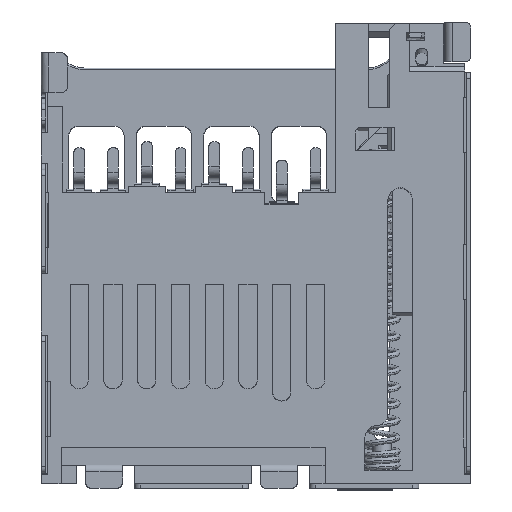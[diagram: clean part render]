
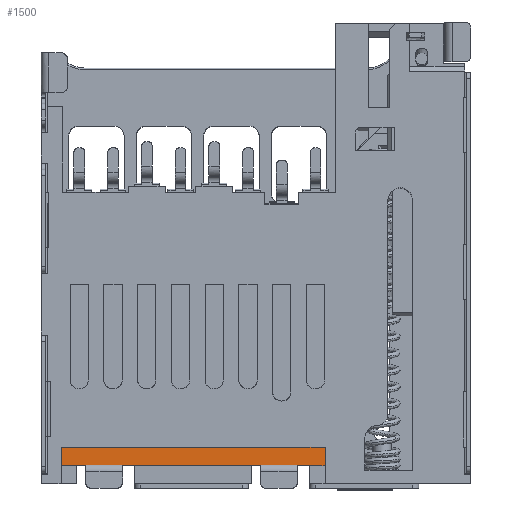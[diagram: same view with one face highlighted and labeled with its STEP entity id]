
A CAD part, front view. The second image highlights one B-rep face of the part: STEP entity #1500.
In plain terms, the highlighted planar face has unit normal (0, -1, 0).
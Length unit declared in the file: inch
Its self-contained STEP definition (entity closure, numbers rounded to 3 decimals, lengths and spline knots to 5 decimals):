
#1500=ADVANCED_FACE('',(#3217),#2195,.T.);
#2195=PLANE('',#19499);
#3217=FACE_OUTER_BOUND('',#4298,.T.);
#4298=EDGE_LOOP('',(#12919,#12920,#12921,#12922,#12923,#12924,#12925,#12926,
#12927,#12928,#12929,#12930));
#12919=ORIENTED_EDGE('',*,*,#18052,.T.);
#12920=ORIENTED_EDGE('',*,*,#15938,.T.);
#12921=ORIENTED_EDGE('',*,*,#15944,.T.);
#12922=ORIENTED_EDGE('',*,*,#15946,.T.);
#12923=ORIENTED_EDGE('',*,*,#18053,.T.);
#12924=ORIENTED_EDGE('',*,*,#15951,.T.);
#12925=ORIENTED_EDGE('',*,*,#15957,.T.);
#12926=ORIENTED_EDGE('',*,*,#15959,.T.);
#12927=ORIENTED_EDGE('',*,*,#18050,.T.);
#12928=ORIENTED_EDGE('',*,*,#17886,.T.);
#12929=ORIENTED_EDGE('',*,*,#17883,.T.);
#12930=ORIENTED_EDGE('',*,*,#17879,.T.);
#13797=VERTEX_POINT('',#25916);
#13798=VERTEX_POINT('',#25917);
#13802=VERTEX_POINT('',#25937);
#13803=VERTEX_POINT('',#25944);
#13807=VERTEX_POINT('',#25960);
#13808=VERTEX_POINT('',#25961);
#13812=VERTEX_POINT('',#25981);
#13813=VERTEX_POINT('',#25988);
#14963=VERTEX_POINT('',#39918);
#14964=VERTEX_POINT('',#39919);
#14966=VERTEX_POINT('',#39932);
#14968=VERTEX_POINT('',#39944);
#15938=EDGE_CURVE('',#13797,#13798,#18152,.T.);
#15944=EDGE_CURVE('',#13798,#13802,#18155,.T.);
#15946=EDGE_CURVE('',#13802,#13803,#18156,.T.);
#15951=EDGE_CURVE('',#13807,#13808,#18159,.T.);
#15957=EDGE_CURVE('',#13808,#13812,#18162,.T.);
#15959=EDGE_CURVE('',#13812,#13813,#18163,.T.);
#17879=EDGE_CURVE('',#14963,#14964,#18293,.T.);
#17883=EDGE_CURVE('',#14966,#14963,#18295,.T.);
#17886=EDGE_CURVE('',#14968,#14966,#18296,.T.);
#18050=EDGE_CURVE('',#13813,#14968,#18322,.T.);
#18052=EDGE_CURVE('',#14964,#13797,#18324,.T.);
#18053=EDGE_CURVE('',#13803,#13807,#18325,.T.);
#18152=LINE('',#25915,#18362);
#18155=LINE('',#25936,#18365);
#18156=LINE('',#25943,#18366);
#18159=LINE('',#25959,#18369);
#18162=LINE('',#25980,#18372);
#18163=LINE('',#25987,#18373);
#18293=LINE('',#39917,#18503);
#18295=LINE('',#39931,#18505);
#18296=LINE('',#39943,#18506);
#18322=LINE('',#40644,#18532);
#18324=LINE('',#40647,#18534);
#18325=LINE('',#40648,#18535);
#18362=VECTOR('',#20012,1.);
#18365=VECTOR('',#20017,1.);
#18366=VECTOR('',#20020,1.);
#18369=VECTOR('',#20025,1.);
#18372=VECTOR('',#20030,1.);
#18373=VECTOR('',#20033,1.);
#18503=VECTOR('',#21453,1.);
#18505=VECTOR('',#21457,1.);
#18506=VECTOR('',#21460,1.);
#18532=VECTOR('',#21658,1.);
#18534=VECTOR('',#21662,1.);
#18535=VECTOR('',#21663,1.);
#19499=AXIS2_PLACEMENT_3D('',#40649,#21664,#21665);
#20012=DIRECTION('',(0.,0.,1.));
#20017=DIRECTION('',(1.,0.,0.));
#20020=DIRECTION('',(0.,0.,-1.));
#20025=DIRECTION('',(0.,0.,1.));
#20030=DIRECTION('',(1.,0.,0.));
#20033=DIRECTION('',(0.,0.,-1.));
#21453=DIRECTION('',(0.,0.,-1.));
#21457=DIRECTION('',(-1.,0.,0.));
#21460=DIRECTION('',(0.,0.,1.));
#21658=DIRECTION('',(1.,0.,0.));
#21662=DIRECTION('',(1.,0.,0.));
#21663=DIRECTION('',(1.,0.,0.));
#21664=DIRECTION('',(0.,-1.,0.));
#21665=DIRECTION('',(0.,0.,-1.));
#25915=CARTESIAN_POINT('',(-0.2185,0.00251,-0.30217));
#25916=CARTESIAN_POINT('',(-0.2185,0.00251,-0.26934));
#25917=CARTESIAN_POINT('',(-0.2185,0.00251,-0.26831));
#25936=CARTESIAN_POINT('',(-236220.69094,0.00251,-0.26832));
#25937=CARTESIAN_POINT('',(-0.17126,0.00251,-0.26831));
#25943=CARTESIAN_POINT('',(-0.17126,0.00251,-0.25492));
#25944=CARTESIAN_POINT('',(-0.17126,0.00251,-0.26934));
#25959=CARTESIAN_POINT('',(0.00591,0.00251,-0.30217));
#25960=CARTESIAN_POINT('',(0.00591,0.00251,-0.26934));
#25961=CARTESIAN_POINT('',(0.00591,0.00251,-0.26831));
#25980=CARTESIAN_POINT('',(-236220.46654,0.00251,-0.26832));
#25981=CARTESIAN_POINT('',(0.05315,0.00251,-0.26831));
#25987=CARTESIAN_POINT('',(0.05315,0.00251,-0.25492));
#25988=CARTESIAN_POINT('',(0.05315,0.00251,-0.26934));
#39917=CARTESIAN_POINT('',(-0.25,0.00251,-0.22146));
#39918=CARTESIAN_POINT('',(-0.25,0.00251,-0.24508));
#39919=CARTESIAN_POINT('',(-0.25,0.00251,-0.26934));
#39931=CARTESIAN_POINT('',(0.25787,0.00251,-0.24508));
#39932=CARTESIAN_POINT('',(0.08858,0.00251,-0.24508));
#39943=CARTESIAN_POINT('',(0.08858,0.00251,-0.31594));
#39944=CARTESIAN_POINT('',(0.08858,0.00251,-0.26934));
#40644=CARTESIAN_POINT('',(-0.05354,0.00251,-0.26934));
#40647=CARTESIAN_POINT('',(-0.05354,0.00251,-0.26934));
#40648=CARTESIAN_POINT('',(-0.05354,0.00251,-0.26934));
#40649=CARTESIAN_POINT('',(-0.05354,0.00251,-0.43406));
